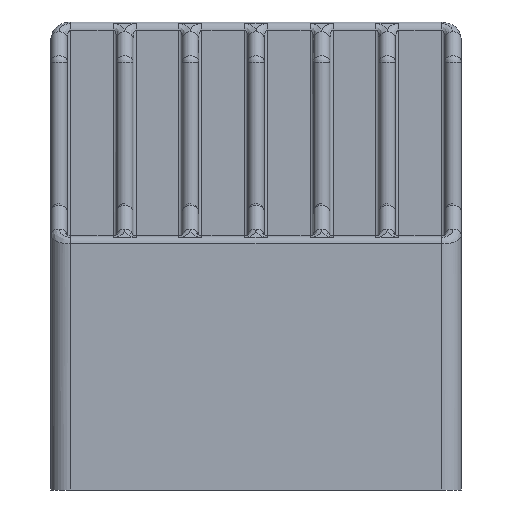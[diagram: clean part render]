
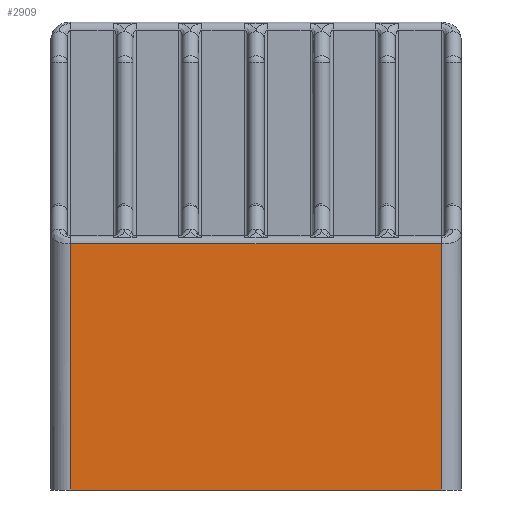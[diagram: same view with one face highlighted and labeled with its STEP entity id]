
A CAD part, front view. The second image highlights one B-rep face of the part: STEP entity #2909.
In plain terms, the highlighted planar face has unit normal (0, -1, 0).
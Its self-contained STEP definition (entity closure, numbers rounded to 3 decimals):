
#134=PLANE('',#3286);
#318=LINE('',#5326,#518);
#319=LINE('',#5329,#519);
#332=LINE('',#5454,#532);
#333=LINE('',#5456,#533);
#518=VECTOR('',#4064,10.);
#519=VECTOR('',#4067,10.);
#532=VECTOR('',#4122,10.);
#533=VECTOR('',#4125,10.);
#744=FACE_OUTER_BOUND('',#929,.T.);
#929=EDGE_LOOP('',(#2464,#2465,#2466,#2467));
#1432=VERTEX_POINT('',#5318);
#1434=VERTEX_POINT('',#5324);
#1435=VERTEX_POINT('',#5328);
#1460=VERTEX_POINT('',#5452);
#1794=EDGE_CURVE('',#1434,#1432,#318,.T.);
#1795=EDGE_CURVE('',#1432,#1435,#319,.T.);
#1827=EDGE_CURVE('',#1435,#1460,#332,.T.);
#1828=EDGE_CURVE('',#1460,#1434,#333,.T.);
#2464=ORIENTED_EDGE('',*,*,#1794,.F.);
#2465=ORIENTED_EDGE('',*,*,#1828,.F.);
#2466=ORIENTED_EDGE('',*,*,#1827,.F.);
#2467=ORIENTED_EDGE('',*,*,#1795,.F.);
#2909=ADVANCED_FACE('',(#744),#134,.T.);
#3286=AXIS2_PLACEMENT_3D('',#5455,#4123,#4124);
#4064=DIRECTION('',(0.,0.,1.));
#4067=DIRECTION('',(1.,0.,0.));
#4122=DIRECTION('',(0.,0.,-1.));
#4123=DIRECTION('center_axis',(0.,-1.,0.));
#4124=DIRECTION('ref_axis',(1.,0.,0.));
#4125=DIRECTION('',(-1.,0.,0.));
#5318=CARTESIAN_POINT('',(-56.5,-47.5,74.963));
#5324=CARTESIAN_POINT('',(-56.5,-47.5,0.));
#5326=CARTESIAN_POINT('',(-56.5,-47.5,0.));
#5328=CARTESIAN_POINT('',(56.5,-47.5,74.963));
#5329=CARTESIAN_POINT('',(0.,-47.5,74.963));
#5452=CARTESIAN_POINT('',(56.5,-47.5,0.));
#5454=CARTESIAN_POINT('',(56.5,-47.5,0.));
#5455=CARTESIAN_POINT('Origin',(-62.5,-47.5,0.));
#5456=CARTESIAN_POINT('',(62.5,-47.5,0.));
